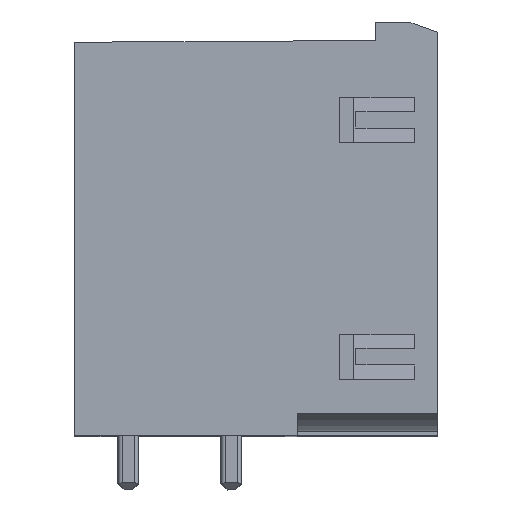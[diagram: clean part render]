
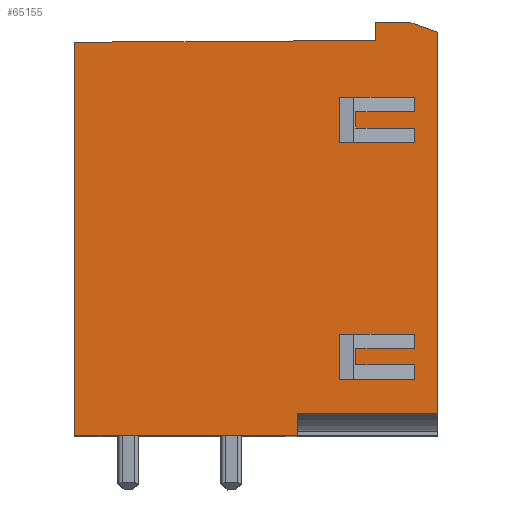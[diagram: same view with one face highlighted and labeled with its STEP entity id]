
A CAD part, top view. The second image highlights one B-rep face of the part: STEP entity #65155.
In plain terms, the highlighted planar face has unit normal (0, 0, 1).
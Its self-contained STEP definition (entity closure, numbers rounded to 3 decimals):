
#2598=DIRECTION('',(0.,1.,0.));
#2599=VECTOR('',#2598,18.5);
#2600=CARTESIAN_POINT('',(0.05,0.99,
0.7));
#2601=LINE('',#2600,#2599);
#4098=DIRECTION('',(-1.,0.,0.));
#4099=VECTOR('',#4098,1.625);
#4100=CARTESIAN_POINT('',(-1.325,19.99,
0.7));
#4101=LINE('',#4100,#4099);
#4110=DIRECTION('',(0.,-1.,0.));
#4111=VECTOR('',#4110,0.9);
#4112=CARTESIAN_POINT('',(-2.95,19.99,
0.7));
#4113=LINE('',#4112,#4111);
#25360=DIRECTION('',(-1.,0.,0.));
#25361=VECTOR('',#25360,10.8);
#25362=CARTESIAN_POINT('',(-6.75,-0.08,
0.7));
#25363=LINE('',#25362,#25361);
#25364=DIRECTION('',(0.,1.,0.));
#25365=VECTOR('',#25364,19.089);
#25366=CARTESIAN_POINT('',(-17.55,-0.08,
0.7));
#25367=LINE('',#25366,#25365);
#25368=DIRECTION('',(1.,0.006,0.));
#25369=VECTOR('',#25368,14.6);
#25370=CARTESIAN_POINT('',(-17.55,19.009,
0.7));
#25371=LINE('',#25370,#25369);
#25372=DIRECTION('',(0.94,-0.342,0.));
#25373=VECTOR('',#25372,1.463);
#25374=CARTESIAN_POINT('',(-1.325,19.99,
0.7));
#25375=LINE('',#25374,#25373);
#25376=DIRECTION('',(0.,1.,0.));
#25377=VECTOR('',#25376,0.8);
#25378=CARTESIAN_POINT('',(-3.9,14.84,
0.7));
#25379=LINE('',#25378,#25377);
#25380=DIRECTION('',(0.,1.,0.));
#25381=VECTOR('',#25380,0.8);
#25382=CARTESIAN_POINT('',(-3.9,3.34,
0.7));
#25383=LINE('',#25382,#25381);
#25388=DIRECTION('',(1.,0.,0.));
#25389=VECTOR('',#25388,6.8);
#25390=CARTESIAN_POINT('',(-6.75,0.99,
0.7));
#25391=LINE('',#25390,#25389);
#25396=DIRECTION('',(0.,1.,0.));
#25397=VECTOR('',#25396,1.07);
#25398=CARTESIAN_POINT('',(-6.75,-0.08,
0.7));
#25399=LINE('',#25398,#25397);
#25429=DIRECTION('',(0.,-1.,0.));
#25430=VECTOR('',#25429,0.7);
#25431=CARTESIAN_POINT('',(-1.06,14.84,
0.7));
#25432=LINE('',#25431,#25430);
#25433=DIRECTION('',(0.,-1.,0.));
#25434=VECTOR('',#25433,0.7);
#25435=CARTESIAN_POINT('',(-1.06,16.34,
0.7));
#25436=LINE('',#25435,#25434);
#25441=DIRECTION('',(-1.,0.,0.));
#25442=VECTOR('',#25441,2.84);
#25443=CARTESIAN_POINT('',(-1.06,15.64,
0.7));
#25444=LINE('',#25443,#25442);
#25457=DIRECTION('',(1.,0.,0.));
#25458=VECTOR('',#25457,2.84);
#25459=CARTESIAN_POINT('',(-3.9,14.84,
0.7));
#25460=LINE('',#25459,#25458);
#25461=DIRECTION('',(-1.,0.,0.));
#25462=VECTOR('',#25461,3.34);
#25463=CARTESIAN_POINT('',(-1.06,14.14,
0.7));
#25464=LINE('',#25463,#25462);
#25473=DIRECTION('',(0.,1.,0.));
#25474=VECTOR('',#25473,2.2);
#25475=CARTESIAN_POINT('',(-4.4,14.14,
0.7));
#25476=LINE('',#25475,#25474);
#25477=DIRECTION('',(1.,0.,0.));
#25478=VECTOR('',#25477,3.34);
#25479=CARTESIAN_POINT('',(-4.4,16.34,
0.7));
#25480=LINE('',#25479,#25478);
#25509=DIRECTION('',(0.,-1.,0.));
#25510=VECTOR('',#25509,0.7);
#25511=CARTESIAN_POINT('',(-1.06,3.34,
0.7));
#25512=LINE('',#25511,#25510);
#25513=DIRECTION('',(0.,-1.,0.));
#25514=VECTOR('',#25513,0.7);
#25515=CARTESIAN_POINT('',(-1.06,4.84,
0.7));
#25516=LINE('',#25515,#25514);
#25521=DIRECTION('',(-1.,0.,0.));
#25522=VECTOR('',#25521,2.84);
#25523=CARTESIAN_POINT('',(-1.06,4.14,
0.7));
#25524=LINE('',#25523,#25522);
#25537=DIRECTION('',(1.,0.,0.));
#25538=VECTOR('',#25537,2.84);
#25539=CARTESIAN_POINT('',(-3.9,3.34,
0.7));
#25540=LINE('',#25539,#25538);
#25541=DIRECTION('',(-1.,0.,0.));
#25542=VECTOR('',#25541,3.34);
#25543=CARTESIAN_POINT('',(-1.06,2.64,
0.7));
#25544=LINE('',#25543,#25542);
#25553=DIRECTION('',(0.,1.,0.));
#25554=VECTOR('',#25553,2.2);
#25555=CARTESIAN_POINT('',(-4.4,2.64,
0.7));
#25556=LINE('',#25555,#25554);
#25557=DIRECTION('',(1.,0.,0.));
#25558=VECTOR('',#25557,3.34);
#25559=CARTESIAN_POINT('',(-4.4,4.84,
0.7));
#25560=LINE('',#25559,#25558);
#26224=CARTESIAN_POINT('',(-17.55,-0.08,
0.7));
#26225=VERTEX_POINT('',#26224);
#26226=CARTESIAN_POINT('',(-6.75,-0.08,
0.7));
#26227=VERTEX_POINT('',#26226);
#26236=CARTESIAN_POINT('',(-17.55,19.009,
0.7));
#26237=VERTEX_POINT('',#26236);
#26240=CARTESIAN_POINT('',(-2.95,19.09,
0.7));
#26241=VERTEX_POINT('',#26240);
#26242=CARTESIAN_POINT('',(-2.95,19.99,
0.7));
#26243=VERTEX_POINT('',#26242);
#26244=CARTESIAN_POINT('',(-1.325,19.99,
0.7));
#26245=VERTEX_POINT('',#26244);
#26246=CARTESIAN_POINT('',(0.05,19.49,
0.7));
#26247=VERTEX_POINT('',#26246);
#26248=CARTESIAN_POINT('',(0.05,0.99,
0.7));
#26249=VERTEX_POINT('',#26248);
#26250=CARTESIAN_POINT('',(-6.75,0.99,
0.7));
#26251=VERTEX_POINT('',#26250);
#26252=CARTESIAN_POINT('',(-1.06,14.84,
0.7));
#26253=CARTESIAN_POINT('',(-1.06,14.14,
0.7));
#26254=VERTEX_POINT('',#26252);
#26255=VERTEX_POINT('',#26253);
#26256=CARTESIAN_POINT('',(-3.9,14.84,
0.7));
#26257=VERTEX_POINT('',#26256);
#26258=CARTESIAN_POINT('',(-3.9,15.64,
0.7));
#26259=VERTEX_POINT('',#26258);
#26260=CARTESIAN_POINT('',(-1.06,15.64,
0.7));
#26261=VERTEX_POINT('',#26260);
#26262=CARTESIAN_POINT('',(-1.06,16.34,
0.7));
#26263=VERTEX_POINT('',#26262);
#26264=CARTESIAN_POINT('',(-4.4,16.34,
0.7));
#26265=VERTEX_POINT('',#26264);
#26266=CARTESIAN_POINT('',(-4.4,14.14,
0.7));
#26267=VERTEX_POINT('',#26266);
#26268=CARTESIAN_POINT('',(-1.06,3.34,
0.7));
#26269=CARTESIAN_POINT('',(-1.06,2.64,
0.7));
#26270=VERTEX_POINT('',#26268);
#26271=VERTEX_POINT('',#26269);
#26272=CARTESIAN_POINT('',(-3.9,3.34,
0.7));
#26273=VERTEX_POINT('',#26272);
#26274=CARTESIAN_POINT('',(-3.9,4.14,
0.7));
#26275=VERTEX_POINT('',#26274);
#26276=CARTESIAN_POINT('',(-1.06,4.14,
0.7));
#26277=VERTEX_POINT('',#26276);
#26278=CARTESIAN_POINT('',(-1.06,4.84,
0.7));
#26279=VERTEX_POINT('',#26278);
#26280=CARTESIAN_POINT('',(-4.4,4.84,
0.7));
#26281=VERTEX_POINT('',#26280);
#26282=CARTESIAN_POINT('',(-4.4,2.64,
0.7));
#26283=VERTEX_POINT('',#26282);
#65101=CARTESIAN_POINT('',(-8.75,9.955,
0.7));
#65102=DIRECTION('',(0.,0.,1.));
#65103=DIRECTION('',(0.,-1.,0.));
#65104=AXIS2_PLACEMENT_3D('',#65101,#65102,#65103);
#65105=PLANE('',#65104);
#65106=ORIENTED_EDGE('',*,*,#38911,.T.);
#65107=ORIENTED_EDGE('',*,*,#38808,.T.);
#65108=ORIENTED_EDGE('',*,*,#38789,.T.);
#65109=ORIENTED_EDGE('',*,*,#38774,.F.);
#65110=ORIENTED_EDGE('',*,*,#38759,.F.);
#65111=ORIENTED_EDGE('',*,*,#38744,.T.);
#65112=ORIENTED_EDGE('',*,*,#36351,.F.);
#65114=ORIENTED_EDGE('',*,*,#65113,.F.);
#65116=ORIENTED_EDGE('',*,*,#65115,.F.);
#65117=EDGE_LOOP('',(#65106,#65107,#65108,#65109,#65110,#65111,#65112,#65114,
#65116));
#65118=FACE_OUTER_BOUND('',#65117,.F.);
#65120=ORIENTED_EDGE('',*,*,#65119,.F.);
#65122=ORIENTED_EDGE('',*,*,#65121,.F.);
#65124=ORIENTED_EDGE('',*,*,#65123,.T.);
#65126=ORIENTED_EDGE('',*,*,#65125,.F.);
#65128=ORIENTED_EDGE('',*,*,#65127,.F.);
#65130=ORIENTED_EDGE('',*,*,#65129,.F.);
#65132=ORIENTED_EDGE('',*,*,#65131,.F.);
#65134=ORIENTED_EDGE('',*,*,#65133,.F.);
#65135=EDGE_LOOP('',(#65120,#65122,#65124,#65126,#65128,#65130,#65132,#65134));
#65136=FACE_BOUND('',#65135,.F.);
#65138=ORIENTED_EDGE('',*,*,#65137,.F.);
#65140=ORIENTED_EDGE('',*,*,#65139,.F.);
#65142=ORIENTED_EDGE('',*,*,#65141,.T.);
#65144=ORIENTED_EDGE('',*,*,#65143,.F.);
#65146=ORIENTED_EDGE('',*,*,#65145,.F.);
#65148=ORIENTED_EDGE('',*,*,#65147,.F.);
#65150=ORIENTED_EDGE('',*,*,#65149,.F.);
#65152=ORIENTED_EDGE('',*,*,#65151,.F.);
#65153=EDGE_LOOP('',(#65138,#65140,#65142,#65144,#65146,#65148,#65150,#65152));
#65154=FACE_BOUND('',#65153,.F.);
#65155=ADVANCED_FACE('',(#65118,#65136,#65154),#65105,.T.);
#36351=EDGE_CURVE('',#26249,#26247,#2601,.T.);
#38744=EDGE_CURVE('',#26245,#26247,#25375,.T.);
#38759=EDGE_CURVE('',#26245,#26243,#4101,.T.);
#38774=EDGE_CURVE('',#26243,#26241,#4113,.T.);
#38789=EDGE_CURVE('',#26237,#26241,#25371,.T.);
#38808=EDGE_CURVE('',#26225,#26237,#25367,.T.);
#38911=EDGE_CURVE('',#26227,#26225,#25363,.T.);
#65113=EDGE_CURVE('',#26251,#26249,#25391,.T.);
#65115=EDGE_CURVE('',#26227,#26251,#25399,.T.);
#65119=EDGE_CURVE('',#26254,#26255,#25432,.T.);
#65121=EDGE_CURVE('',#26257,#26254,#25460,.T.);
#65123=EDGE_CURVE('',#26257,#26259,#25379,.T.);
#65125=EDGE_CURVE('',#26261,#26259,#25444,.T.);
#65127=EDGE_CURVE('',#26263,#26261,#25436,.T.);
#65129=EDGE_CURVE('',#26265,#26263,#25480,.T.);
#65131=EDGE_CURVE('',#26267,#26265,#25476,.T.);
#65133=EDGE_CURVE('',#26255,#26267,#25464,.T.);
#65137=EDGE_CURVE('',#26270,#26271,#25512,.T.);
#65139=EDGE_CURVE('',#26273,#26270,#25540,.T.);
#65141=EDGE_CURVE('',#26273,#26275,#25383,.T.);
#65143=EDGE_CURVE('',#26277,#26275,#25524,.T.);
#65145=EDGE_CURVE('',#26279,#26277,#25516,.T.);
#65147=EDGE_CURVE('',#26281,#26279,#25560,.T.);
#65149=EDGE_CURVE('',#26283,#26281,#25556,.T.);
#65151=EDGE_CURVE('',#26271,#26283,#25544,.T.);
